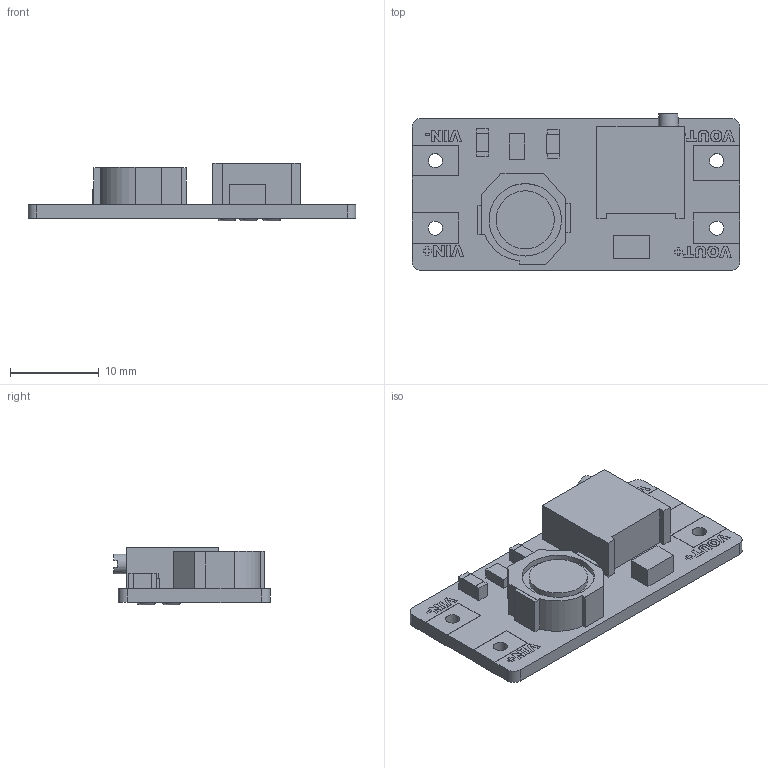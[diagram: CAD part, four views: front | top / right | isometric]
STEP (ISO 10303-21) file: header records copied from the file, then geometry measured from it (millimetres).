
FILE_DESCRIPTION(/* description */ (''),/* implementation_level */ '2;1');
FILE_NAME(/* name */ '19d5a2fd-e129-4213-aae1-9bbc06ee3cdf.stp',/* time_stamp */ '2020-02-22T19:29:49+00:00',/* author */ (''),/* organization */ (''),/* preprocessor_version */ 'ST-DEVELOPER v18',/* originating_system */ 'Autodesk Translation Framework v8.12.0.6',/* authorisation */ '');
FILE_SCHEMA (('AUTOMOTIVE_DESIGN { 1 0 10303 214 3 1 1 }'));
Length unit declared in the file: millimetre
Products named in the file (2): MT3608-Module_762; MT3608
Assembly tree (1 placements, depth 2):
  MT3608-Module_762
    MT3608
Bounding box: 37.01 x 17.71 x 6.5 mm (x, y, z)
Volume: 1828.6 mm3; surface area: 1946.7 mm2
Topology: 1 solids, 1 shells, 315 faces, 831 edges, 559 vertices
Faces by surface type: plane 274, bspline 26, cylinder 12, torus 3
Full cylindrical faces by diameter (mm): 1.6 x4, 2.248 x1, 6.553 x1, 8.174 x1
Entity records: 11614 total; most frequent: CARTESIAN_POINT 3616, ORIENTED_EDGE 1662, DIRECTION 1417, EDGE_CURVE 831, LINE 725, VECTOR 725, VERTEX_POINT 559, EDGE_LOOP 364
